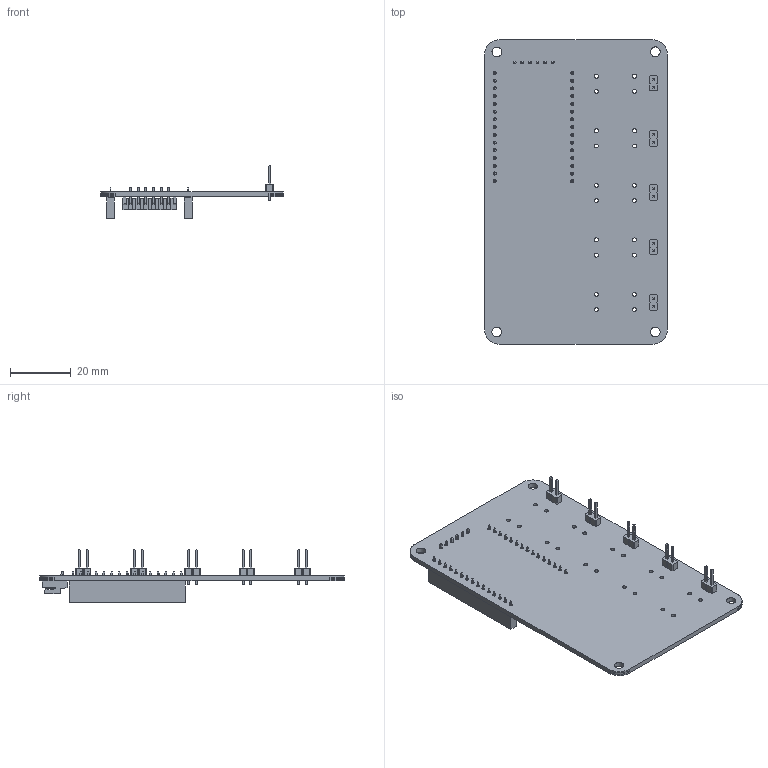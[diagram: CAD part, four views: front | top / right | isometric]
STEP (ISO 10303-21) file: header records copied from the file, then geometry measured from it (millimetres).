
FILE_DESCRIPTION(('KiCad electronic assembly'),'2;1');
FILE_NAME('ButtonBoard.step','2025-03-29T11:10:50',('Pcbnew'),('Kicad'), 'Open CASCADE STEP processor 7.8','KiCad to STEP converter','Unknown' );
FILE_SCHEMA(('AUTOMOTIVE_DESIGN { 1 0 10303 214 1 1 1 1 }'));
Length unit declared in the file: millimetre
Products named in the file (8): ButtonBoard 1; PinHeader_1x02_P2.54mm_Vertical; PinHeader_1x02_P254mm_Vertical; PinSocket_1x15_P2.54mm_Vertical; PinSocket_1x15_P254mm_Vertical; JST_EH_S6B-EH_1x06_P2.50mm_Horizontal; JST_S6B_EH; ButtonBoard_PCB
Assembly tree (12 placements, depth 3):
  ButtonBoard 1
    PinHeader_1x02_P2.54mm_Vertical  x5
      PinHeader_1x02_P254mm_Vertical
    PinSocket_1x15_P2.54mm_Vertical  x2
      PinSocket_1x15_P254mm_Vertical
    JST_EH_S6B-EH_1x06_P2.50mm_Horizontal
      JST_S6B_EH
    ButtonBoard_PCB
Bounding box: 60 x 100 x 17.24 mm (x, y, z)
Volume: 11061.8 mm3; surface area: 16022.9 mm2
Topology: 9 solids, 9 shells, 1564 faces, 4032 edges, 2608 vertices
Faces by surface type: plane 1482, cylinder 82
Full cylindrical faces by diameter (mm): 0.95 x6, 1 x40, 1.3 x20, 3.2 x4
Entity records: 32179 total; most frequent: CARTESIAN_POINT 4722, ORIENTED_EDGE 4640, DIRECTION 4272, EDGE_CURVE 2320, LINE 2156, VECTOR 2156, VERTEX_POINT 1508, FACE_BOUND 1082
